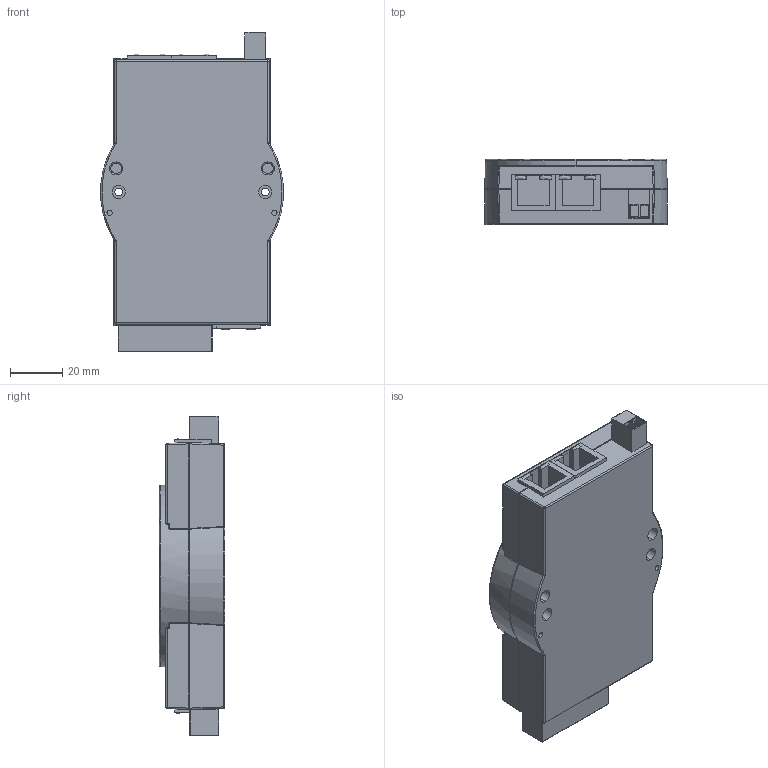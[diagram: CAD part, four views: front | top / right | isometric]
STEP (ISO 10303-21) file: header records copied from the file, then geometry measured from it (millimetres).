
FILE_DESCRIPTION (( 'STEP AP203' ), '1' );
FILE_NAME ('ADAM-6521ST.STEP', '2007-01-21T22:50:31', ( 'Anderson Professional Modeling' ), ( 'Anderson Professional Modeling' ), 'SwSTEP 2.0', 'SolidWorks 2007', '' );
FILE_SCHEMA (( 'CONFIG_CONTROL_DESIGN' ));
Length unit declared in the file: millimetre
Products named in the file (1): ADAM-6521ST
Bounding box: 69.79 x 25 x 122 mm (x, y, z)
Volume: 146900.4 mm3; surface area: 30068.5 mm2
Topology: 2 solids, 2 shells, 1062 faces, 2711 edges, 1713 vertices
Faces by surface type: plane 544, cylinder 224, bspline 193, torus 80, sphere 16, cone 5
Entity records: 41941 total; most frequent: CARTESIAN_POINT 17630, ORIENTED_EDGE 5374, DIRECTION 4390, EDGE_CURVE 2687, VERTEX_POINT 1713, VECTOR 1704, LINE 1704, AXIS2_PLACEMENT_3D 1343
